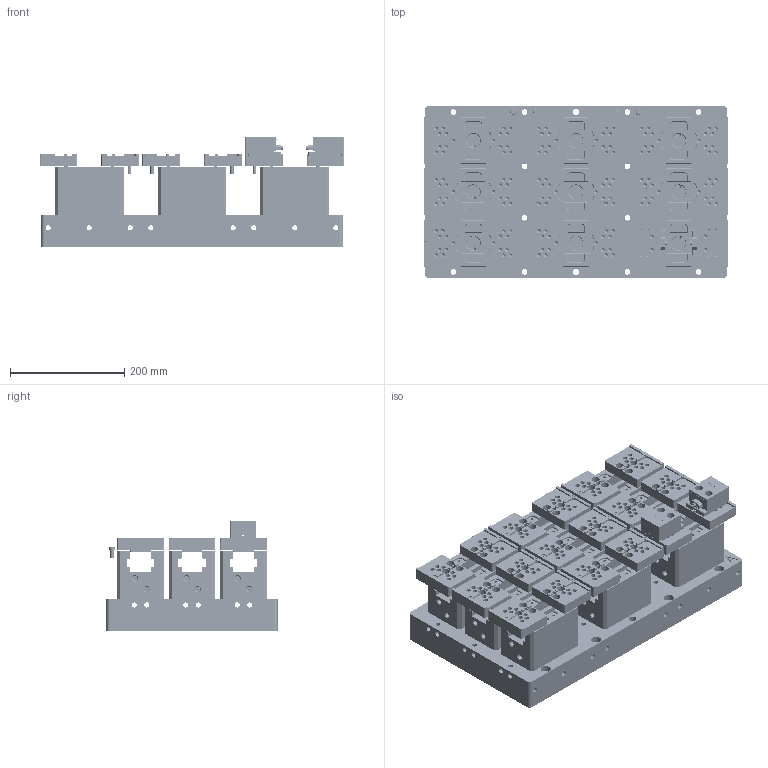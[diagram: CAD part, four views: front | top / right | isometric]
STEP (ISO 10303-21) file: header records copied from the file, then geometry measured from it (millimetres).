
FILE_DESCRIPTION(/* description */ (''),/* implementation_level */ '2;1');
FILE_NAME(/* name */ '',/* time_stamp */ '2023-07-17T16:52:33+08:00',/* author */ (''),/* organization */ (''),/* preprocessor_version */ 'ST-DEVELOPER v11',/* originating_system */ 'SIEMENS PLM Software NX 7.0',/* authorisation */ '');
FILE_SCHEMA (('CONFIG_CONTROL_DESIGN'));
Products named in the file (1): AdmiEA44u6dz
Bounding box: 534.3 x 300 x 191.6 mm (x, y, z)
Volume: 14329309.2 mm3; surface area: 2181188.1 mm2
Topology: 39 solids, 39 shells, 5389 faces, 13608 edges, 9026 vertices
Faces by surface type: plane 2479, cylinder 2073, cone 801, extrusion 36
Full cylindrical faces by diameter (mm): 3 x28, 3.3 x2, 3.4 x18, 4 x6, 4.2 x36, 4.5 x2, 5 x36, 6 x4, 6.7 x270, 7 x2, 7.5 x36, 8 x288, 8.5 x58, 9 x77, 10 x34, 11 x12, 11.5 x2, 12 x6, 14 x2, 14.1 x58, 18 x12
Entity records: 151854 total; most frequent: CARTESIAN_POINT 29271, DIRECTION 26152, ORIENTED_EDGE 22204, EDGE_CURVE 11102, AXIS2_PLACEMENT_3D 9890, VERTEX_POINT 8167, EDGE_LOOP 7999, VECTOR 6372
